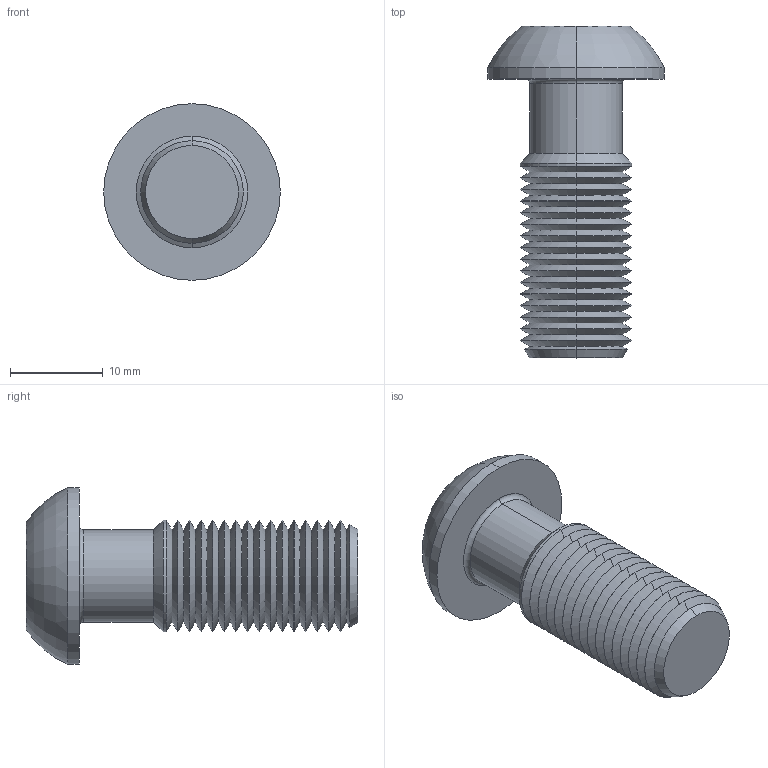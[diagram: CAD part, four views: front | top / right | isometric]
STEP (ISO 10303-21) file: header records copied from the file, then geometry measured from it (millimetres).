
FILE_DESCRIPTION(('STEP AP203'),'1');
FILE_NAME('fath_093m1230t.stp','2021-04-05T10:42:32',('TraceParts'),('TraceParts S.A.'),'Spatial InterOp 3D',' ',' ');
FILE_SCHEMA(('CONFIG_CONTROL_DESIGN'));
Length unit declared in the file: millimetre
Products named in the file (1): 1
Bounding box: 19 x 35.7 x 19 mm (x, y, z)
Volume: 3757.9 mm3; surface area: 2540.9 mm2
Topology: 1 solids, 1 shells, 148 faces, 326 edges, 182 vertices
Faces by surface type: cone 72, cylinder 50, plane 22, torus 4
Entity records: 4182 total; most frequent: CARTESIAN_POINT 929, DIRECTION 704, ORIENTED_EDGE 652, EDGE_CURVE 326, AXIS2_PLACEMENT_3D 285, VERTEX_POINT 182, EDGE_LOOP 150, ADVANCED_FACE 148
